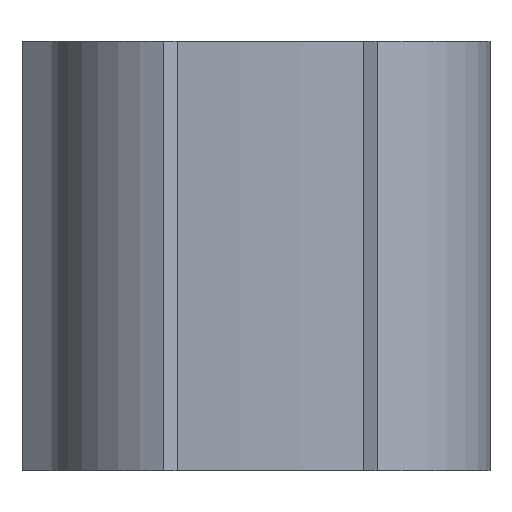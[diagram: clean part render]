
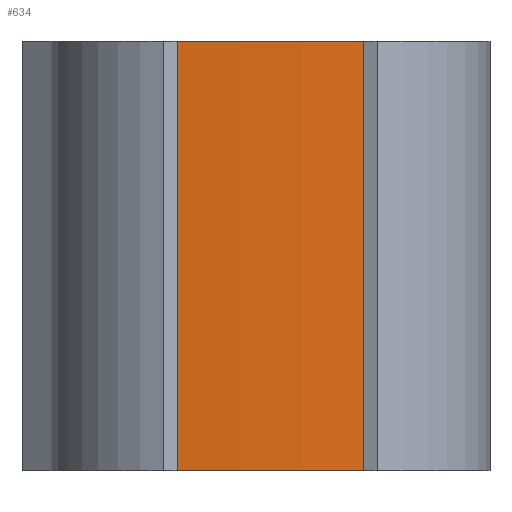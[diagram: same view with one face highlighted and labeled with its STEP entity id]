
A CAD part, front view. The second image highlights one B-rep face of the part: STEP entity #634.
In plain terms, the highlighted cylindrical face has radius 70.7 mm (diameter 141.4 mm), a partial arc.
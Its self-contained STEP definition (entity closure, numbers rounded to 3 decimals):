
#40 = CARTESIAN_POINT ( 'NONE',  ( 0., 0., 0. ) ) ;
#42 = EDGE_CURVE ( 'NONE', #1922, #1431, #1073, .T. ) ;
#44 = EDGE_LOOP ( 'NONE', ( #1501, #771, #264, #838 ) ) ;
#107 = FACE_OUTER_BOUND ( 'NONE', #44, .T. ) ;
#113 = DIRECTION ( 'NONE',  ( -1., 0., 0. ) ) ;
#129 = LINE ( 'NONE', #647, #941 ) ;
#148 = CARTESIAN_POINT ( 'NONE',  ( -6.5, -70.401, 30. ) ) ;
#211 = CARTESIAN_POINT ( 'NONE',  ( -6.5, -70.401, 30. ) ) ;
#264 = ORIENTED_EDGE ( 'NONE', *, *, #42, .F. ) ;
#319 = DIRECTION ( 'NONE',  ( 0., 0., -1. ) ) ;
#431 = CARTESIAN_POINT ( 'NONE',  ( 6.5, -70.401, 30. ) ) ;
#521 = EDGE_CURVE ( 'NONE', #1922, #1820, #1470, .T. ) ;
#555 = CARTESIAN_POINT ( 'NONE',  ( 6.5, -70.401, 0. ) ) ;
#634 = ADVANCED_FACE ( 'NONE', ( #107 ), #860, .T. ) ;
#647 = CARTESIAN_POINT ( 'NONE',  ( 6.5, -70.401, 30. ) ) ;
#771 = ORIENTED_EDGE ( 'NONE', *, *, #1292, .F. ) ;
#838 = ORIENTED_EDGE ( 'NONE', *, *, #521, .T. ) ;
#860 = CYLINDRICAL_SURFACE ( 'NONE', #1511, 70.7 ) ;
#919 = DIRECTION ( 'NONE',  ( 0., 0., 1. ) ) ;
#941 = VECTOR ( 'NONE', #319, 1000. ) ;
#959 = EDGE_CURVE ( 'NONE', #1820, #1052, #1121, .T. ) ;
#983 = CARTESIAN_POINT ( 'NONE',  ( -6.5, -70.401, 0. ) ) ;
#998 = DIRECTION ( 'NONE',  ( 0., 0., 1. ) ) ;
#1052 = VERTEX_POINT ( 'NONE', #555 ) ;
#1064 = VECTOR ( 'NONE', #1999, 1000. ) ;
#1073 = CIRCLE ( 'NONE', #1398, 70.7 ) ;
#1121 = CIRCLE ( 'NONE', #1187, 70.7 ) ;
#1187 = AXIS2_PLACEMENT_3D ( 'NONE', #40, #998, #1933 ) ;
#1242 = CARTESIAN_POINT ( 'NONE',  ( 0., 0., 30. ) ) ;
#1292 = EDGE_CURVE ( 'NONE', #1431, #1052, #129, .T. ) ;
#1307 = CARTESIAN_POINT ( 'NONE',  ( 0., 0., 30. ) ) ;
#1398 = AXIS2_PLACEMENT_3D ( 'NONE', #1307, #919, #1505 ) ;
#1431 = VERTEX_POINT ( 'NONE', #431 ) ;
#1470 = LINE ( 'NONE', #148, #1064 ) ;
#1501 = ORIENTED_EDGE ( 'NONE', *, *, #959, .T. ) ;
#1505 = DIRECTION ( 'NONE',  ( -1., 0., 0. ) ) ;
#1511 = AXIS2_PLACEMENT_3D ( 'NONE', #1242, #1991, #113 ) ;
#1820 = VERTEX_POINT ( 'NONE', #983 ) ;
#1922 = VERTEX_POINT ( 'NONE', #211 ) ;
#1933 = DIRECTION ( 'NONE',  ( -1., 0., 0. ) ) ;
#1991 = DIRECTION ( 'NONE',  ( 0., 0., -1. ) ) ;
#1999 = DIRECTION ( 'NONE',  ( 0., 0., -1. ) ) ;
